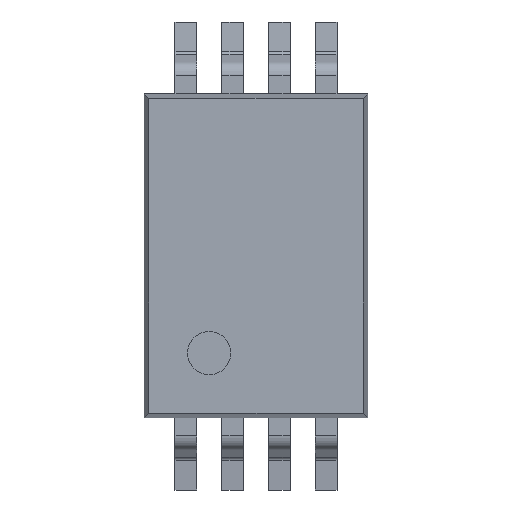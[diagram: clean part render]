
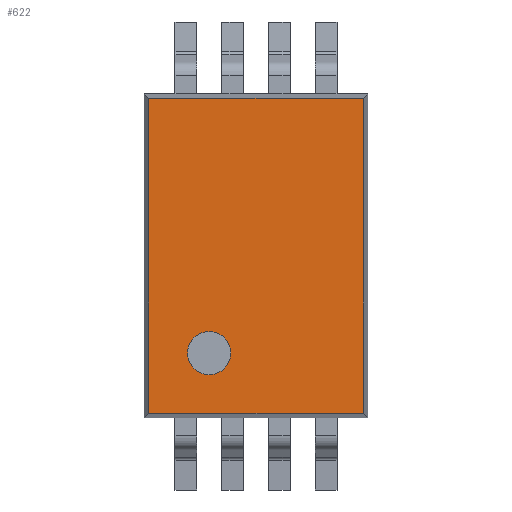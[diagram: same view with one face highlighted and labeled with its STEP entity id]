
A CAD part, top view. The second image highlights one B-rep face of the part: STEP entity #622.
In plain terms, the highlighted planar face has unit normal (0, 0, 1).
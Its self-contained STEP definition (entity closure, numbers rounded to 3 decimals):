
#84=CARTESIAN_POINT('',(-0.65,-1.05,1.2));
#85=VERTEX_POINT('',#84);
#86=CARTESIAN_POINT('',(-0.65,-1.35,1.2));
#87=DIRECTION('',(0.0,0.0,1.0));
#88=DIRECTION('',(0.0,1.0,0.0));
#89=AXIS2_PLACEMENT_3D('',#86,#87,#88);
#90=CIRCLE('',#89,0.3);
#91=EDGE_CURVE('',#85,#85,#90,.T.);
#580=CARTESIAN_POINT('',(0.0,0.0,1.2));
#581=DIRECTION('',(0.0,0.0,1.0));
#582=DIRECTION('',(0.0,1.0,0.0));
#583=AXIS2_PLACEMENT_3D('',#580,#581,#582);
#584=PLANE('',#583);
#585=CARTESIAN_POINT('',(-1.487,2.187,1.2));
#586=VERTEX_POINT('',#585);
#587=CARTESIAN_POINT('',(-1.487,-2.187,1.2));
#588=VERTEX_POINT('',#587);
#589=CARTESIAN_POINT('',(-1.487,2.187,1.2));
#590=DIRECTION('',(0.0,-1.0,0.0));
#591=VECTOR('',#590,4.374);
#592=LINE('',#589,#591);
#593=EDGE_CURVE('',#586,#588,#592,.T.);
#594=ORIENTED_EDGE('',*,*,#593,.T.);
#595=CARTESIAN_POINT('',(1.487,-2.187,1.2));
#596=VERTEX_POINT('',#595);
#597=CARTESIAN_POINT('',(-1.487,-2.187,1.2));
#598=DIRECTION('',(1.0,0.0,0.0));
#599=VECTOR('',#598,2.974);
#600=LINE('',#597,#599);
#601=EDGE_CURVE('',#588,#596,#600,.T.);
#602=ORIENTED_EDGE('',*,*,#601,.T.);
#603=CARTESIAN_POINT('',(1.487,2.187,1.2));
#604=VERTEX_POINT('',#603);
#605=CARTESIAN_POINT('',(1.487,-2.187,1.2));
#606=DIRECTION('',(0.0,1.0,0.0));
#607=VECTOR('',#606,4.374);
#608=LINE('',#605,#607);
#609=EDGE_CURVE('',#596,#604,#608,.T.);
#610=ORIENTED_EDGE('',*,*,#609,.T.);
#611=CARTESIAN_POINT('',(1.487,2.187,1.2));
#612=DIRECTION('',(-1.0,0.0,0.0));
#613=VECTOR('',#612,2.974);
#614=LINE('',#611,#613);
#615=EDGE_CURVE('',#604,#586,#614,.T.);
#616=ORIENTED_EDGE('',*,*,#615,.T.);
#617=EDGE_LOOP('',(#594,#602,#610,#616));
#618=FACE_OUTER_BOUND('',#617,.T.);
#619=ORIENTED_EDGE('',*,*,#91,.F.);
#620=EDGE_LOOP('',(#619));
#621=FACE_BOUND('',#620,.T.);
#622=ADVANCED_FACE('',(#618,#621),#584,.T.);
